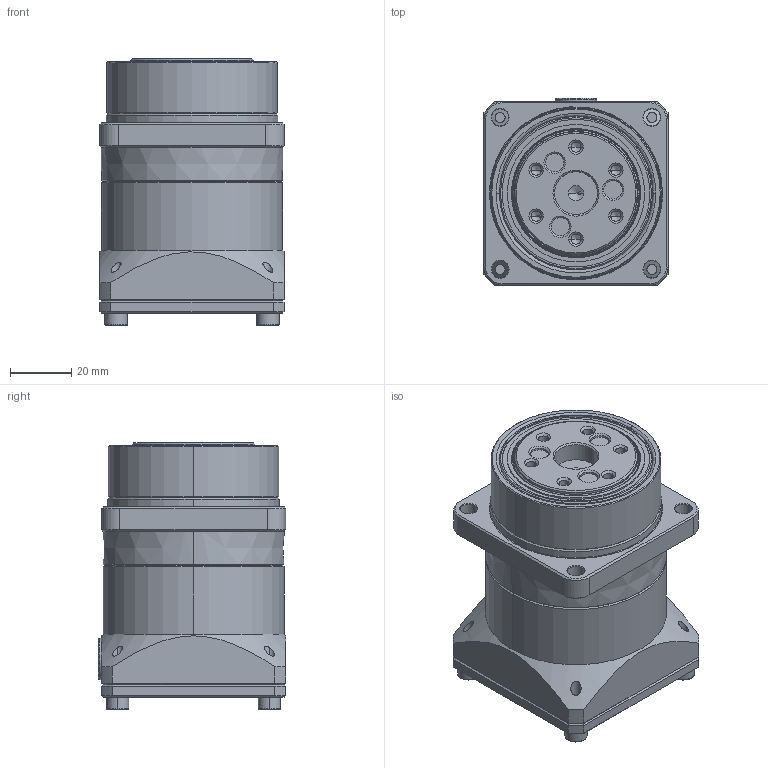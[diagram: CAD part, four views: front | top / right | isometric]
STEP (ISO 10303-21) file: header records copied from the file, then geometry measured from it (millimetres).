
FILE_DESCRIPTION (( 'STEP AP214' ), '1' );
FILE_NAME ('HPG-14A-15(21,45)-F0A9E(F)-SP.STEP', '2016-12-14T01:35:38', ( 'installer' ), ( '' ), 'SwSTEP 2.0', 'SolidWorks 2015', '' );
FILE_SCHEMA (( 'AUTOMOTIVE_DESIGN' ));
Length unit declared in the file: millimetre
Products named in the file (3): HPG-14A-F-F0_output; HPG-14A-A9E(F)-SP_fixed; HPG-14A-15(21,45)-F0A9E(F)-SP
Assembly tree (2 placements, depth 2):
  HPG-14A-15(21,45)-F0A9E(F)-SP
    HPG-14A-A9E(F)-SP_fixed
    HPG-14A-F-F0_output
Bounding box: 60 x 61 x 87 mm (x, y, z)
Volume: 212241.8 mm3; surface area: 45127.4 mm2
Topology: 2 solids, 2 shells, 570 faces, 1354 edges, 840 vertices
Faces by surface type: plane 221, cylinder 177, cone 132, bspline 40
Entity records: 24526 total; most frequent: CARTESIAN_POINT 4955, DIRECTION 2866, ORIENTED_EDGE 2680, EDGE_CURVE 1340, AXIS2_PLACEMENT_3D 1105, VERTEX_POINT 840, LINE 656, VECTOR 656
